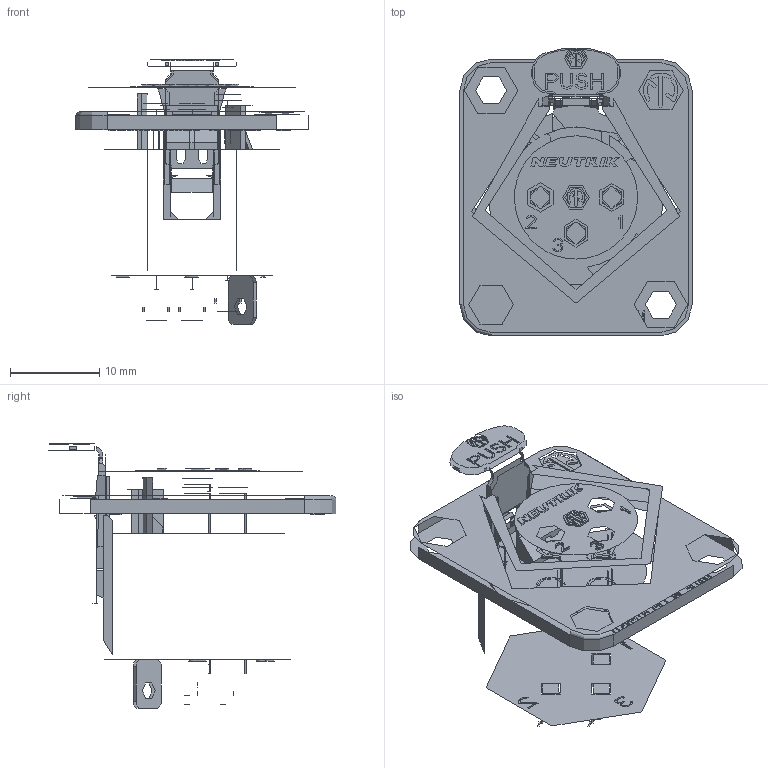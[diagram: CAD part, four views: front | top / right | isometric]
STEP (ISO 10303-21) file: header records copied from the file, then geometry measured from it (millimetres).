
FILE_DESCRIPTION((''),'2;1');
FILE_NAME('NC3FD-L-1','2020-09-11T09:51:00',('phk'),(''),'CREO PARAMETRIC BY PTC INC, 2019080','CREO PARAMETRIC BY PTC INC, 2019080','');
FILE_SCHEMA(('CONFIG_CONTROL_DESIGN'));
Length unit declared in the file: millimetre
Products named in the file (1): NC3FD-L-1
Bounding box: 26 x 32.22 x 29.68 mm (x, y, z)
Volume: 5413.5 mm3; surface area: 3347.4 mm2
Topology: 1 solids, 1 shells, 1200 faces, 3279 edges, 2143 vertices
Faces by surface type: plane 877, cylinder 193, bspline 66, torus 43, cone 12, sphere 6, extrusion 3
Full cylindrical faces by diameter (mm): 0.2 x21, 0.25 x9, 0.32 x1, 0.4 x19, 0.42 x9, 0.6 x10, 0.8 x6, 1 x9, 1.25 x4, 1.5 x4, 1.6 x6, 1.65 x3, 1.8 x2, 2 x6, 2.08 x2, 2.4 x1, 2.5 x10, 2.604 x10, 3 x7, 3.004 x10, 3.08 x4, 3.2 x3, 3.3 x6, 3.5 x4, 3.92 x3, 4 x4, 4.6 x1, 4.8 x1, 5 x4, 6 x4
Entity records: 40474 total; most frequent: CARTESIAN_POINT 10184, ORIENTED_EDGE 6558, DIRECTION 5827, EDGE_CURVE 3279, VECTOR 2591, LINE 2588, VERTEX_POINT 2143, AXIS2_PLACEMENT_3D 1618
